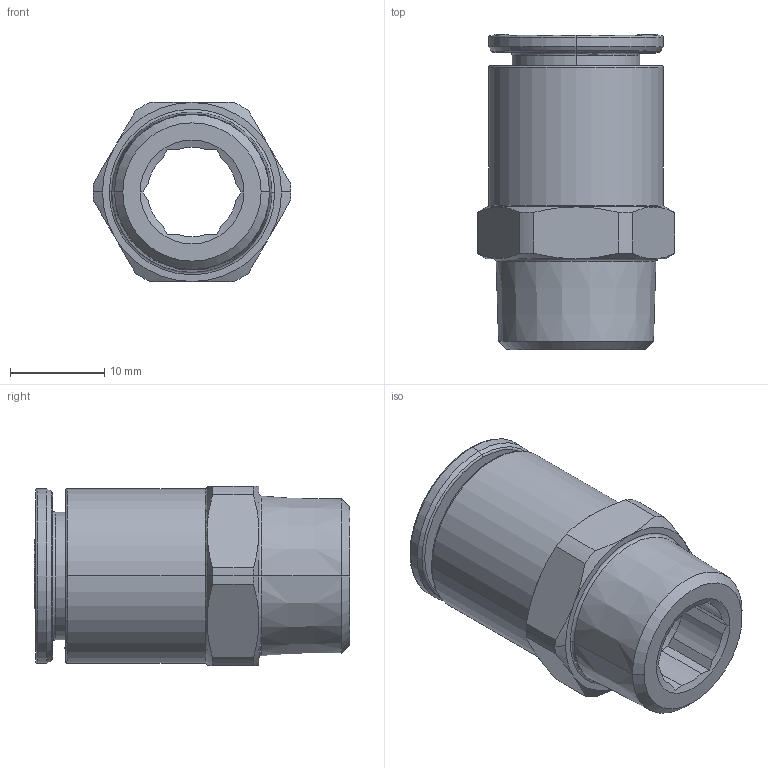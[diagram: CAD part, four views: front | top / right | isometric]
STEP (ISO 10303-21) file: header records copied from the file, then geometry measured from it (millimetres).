
FILE_DESCRIPTION(('STEP AP214'),'1');
FILE_NAME('6805_12_17.stp','2016-07-07T14:41:23',('TraceParts'),('TraceParts S.A.'),'Spatial InterOp 3D',' ',' ');
FILE_SCHEMA(('automotive_design'));
Length unit declared in the file: millimetre
Products named in the file (6): 6805 12 17|44112-18_ASM_962#44112-18_ASM|44112-20_ASM_960#44112-20_ASM|44112-31_957#44112-31;Solide1; 6805 12 17|44112-18_ASM_962#44112-18_ASM|44112-20_ASM_960#44112-20_ASM|44112-30_958#44112-30;Solide1; 6805 12 17|44112-18_ASM_962#44112-18_ASM|44112-20_ASM_960#44112-20_ASM|44112_959#44112;Solide1; 6805 12 17|44112-18_ASM_962#44112-18_ASM|44112-40_961#44112-40;Solide1; 6805 12 17|44712-11_956#44712-11;Solide1; 6805 12 17|44112-11-10-ASM_963#44112-11-10-ASM;Solide1
Bounding box: 21 x 33.5 x 19 mm (x, y, z)
Volume: 4725.9 mm3; surface area: 6744.1 mm2
Topology: 6 solids, 6 shells, 662 faces, 1678 edges, 1047 vertices
Faces by surface type: plane 242, cylinder 117, cone 112, torus 95, bspline 92, sphere 4
Entity records: 30749 total; most frequent: CARTESIAN_POINT 9437, ORIENTED_EDGE 3352, DIRECTION 3342, EDGE_CURVE 1676, AXIS2_PLACEMENT_3D 1240, VERTEX_POINT 1047, LINE 862, VECTOR 862
